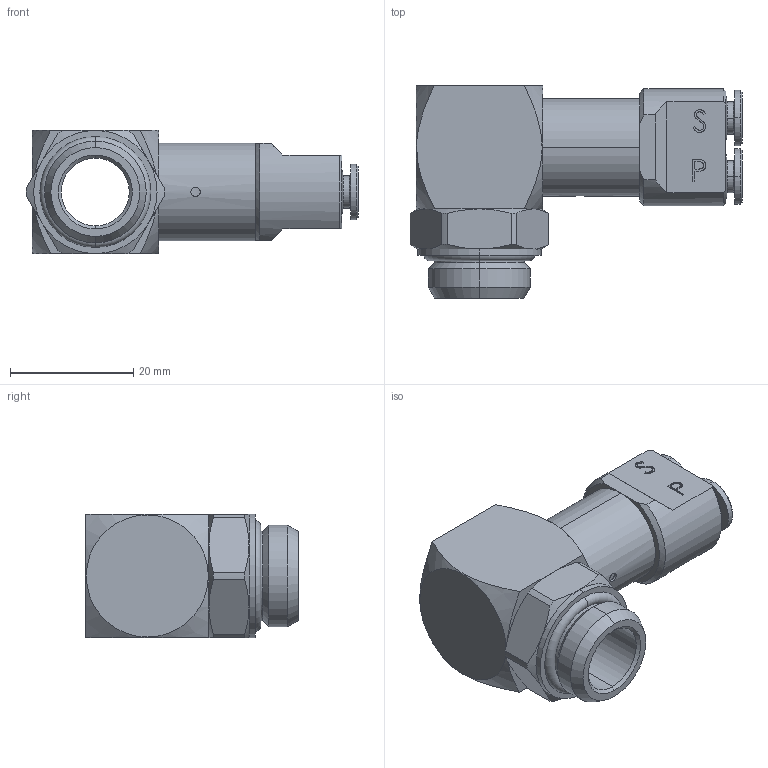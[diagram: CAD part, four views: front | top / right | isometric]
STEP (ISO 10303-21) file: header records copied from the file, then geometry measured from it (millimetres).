
FILE_DESCRIPTION (( 'STEP AP203' ), '1' );
FILE_NAME ('04420003.STEP', '2011-05-24T15:07:22', ( '' ), ( 'sopra-pneumatic' ), 'SwSTEP 2.0', 'SolidWorks 2009', '' );
FILE_SCHEMA (( 'CONFIG_CONTROL_DESIGN' ));
Length unit declared in the file: millimetre
Products named in the file (1): 04420003
Bounding box: 53.85 x 34.5 x 20 mm (x, y, z)
Volume: 13831.9 mm3; surface area: 6622.2 mm2
Topology: 1 solids, 2 shells, 146 faces, 343 edges, 213 vertices
Faces by surface type: cone 44, plane 44, cylinder 35, bspline 21, torus 2
Entity records: 6060 total; most frequent: CARTESIAN_POINT 2808, ORIENTED_EDGE 682, DIRECTION 607, EDGE_CURVE 341, AXIS2_PLACEMENT_3D 234, VERTEX_POINT 213, EDGE_LOOP 162, FACE_OUTER_BOUND 146
